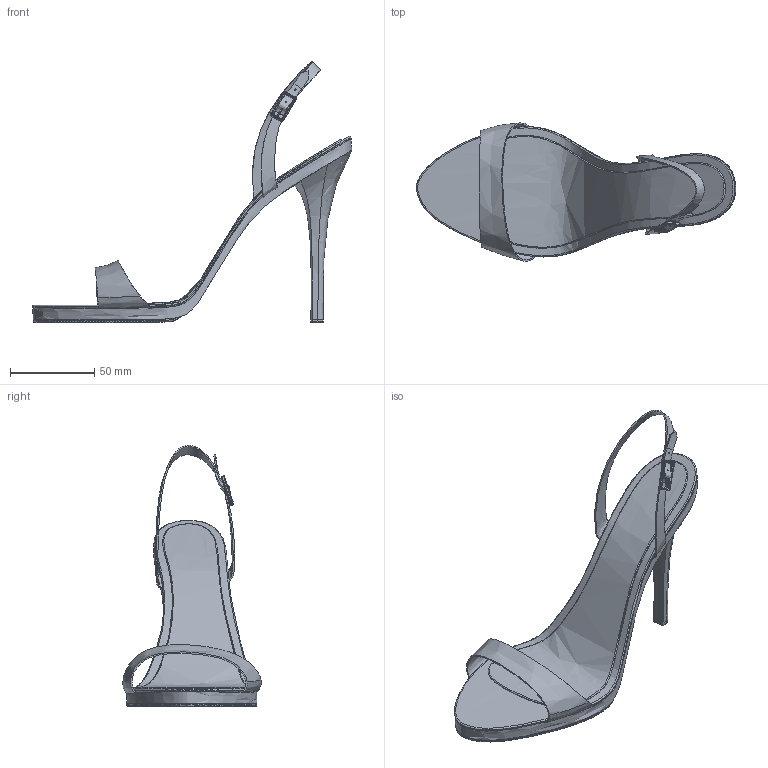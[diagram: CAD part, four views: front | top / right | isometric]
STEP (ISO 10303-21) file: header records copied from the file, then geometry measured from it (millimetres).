
FILE_DESCRIPTION(('FreeCAD Model'),'2;1');
FILE_NAME('Open CASCADE Shape Model','2025-05-04T05:12:37',('FreeCAD'),( 'FreeCAD'),'Open CASCADE STEP processor 7.6','FreeCAD','Unknown');
FILE_SCHEMA(('AUTOMOTIVE_DESIGN { 1 0 10303 214 1 1 1 1 }'));
Products named in the file (1): Open CASCADE STEP translator 7.6 1
Bounding box: 189.34 x 82.03 x 154.72 mm (x, y, z)
Volume: 112900.1 mm3; surface area: 92080.5 mm2
Topology: 13 solids, 13 shells, 243 faces, 656 edges, 426 vertices
Faces by surface type: bspline 243
Entity records: 43506 total; most frequent: CARTESIAN_POINT 39616, ORIENTED_EDGE 1298, EDGE_CURVE 649, B_SPLINE_CURVE_WITH_KNOTS 537, VERTEX_POINT 426, FACE_BOUND 253, EDGE_LOOP 253, ADVANCED_FACE 243
